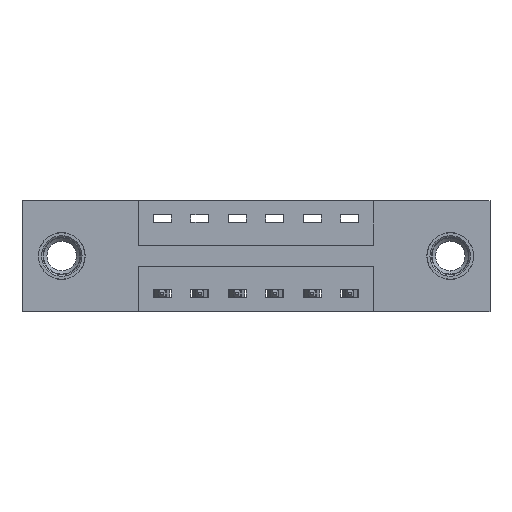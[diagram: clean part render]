
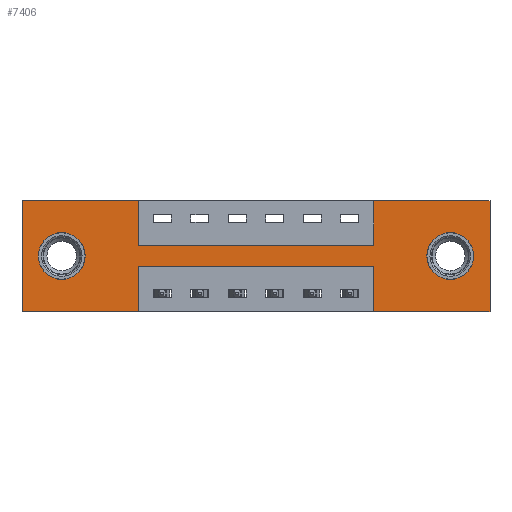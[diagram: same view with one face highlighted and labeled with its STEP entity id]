
A CAD part, front view. The second image highlights one B-rep face of the part: STEP entity #7406.
In plain terms, the highlighted planar face has unit normal (0, -1, 0).
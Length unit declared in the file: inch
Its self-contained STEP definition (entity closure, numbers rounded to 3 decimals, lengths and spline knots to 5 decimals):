
#34 = DIRECTION ( 'NONE',  ( -1., 0., 0. ) ) ;
#59 = ORIENTED_EDGE ( 'NONE', *, *, #4305, .F. ) ;
#108 = EDGE_CURVE ( 'NONE', #614, #6271, #3247, .T. ) ;
#124 = EDGE_CURVE ( 'NONE', #4093, #683, #9219, .T. ) ;
#131 = ORIENTED_EDGE ( 'NONE', *, *, #3427, .T. ) ;
#248 = ORIENTED_EDGE ( 'NONE', *, *, #108, .T. ) ;
#270 = CARTESIAN_POINT ( 'NONE',  ( 1.4275, 0., -0.185 ) ) ;
#354 = LINE ( 'NONE', #3869, #5734 ) ;
#406 = EDGE_CURVE ( 'NONE', #7267, #4093, #4688, .T. ) ;
#463 = CARTESIAN_POINT ( 'NONE',  ( 1.1725, 0., 0. ) ) ;
#507 = EDGE_CURVE ( 'NONE', #5235, #8611, #2163, .T. ) ;
#566 = VECTOR ( 'NONE', #2889, 39.37008 ) ;
#614 = VERTEX_POINT ( 'NONE', #9099 ) ;
#683 = VERTEX_POINT ( 'NONE', #7166 ) ;
#692 = AXIS2_PLACEMENT_3D ( 'NONE', #8894, #4462, #9662 ) ;
#695 = LINE ( 'NONE', #3354, #8481 ) ;
#796 = VECTOR ( 'NONE', #4324, 39.37008 ) ;
#858 = VECTOR ( 'NONE', #5756, 39.37008 ) ;
#882 = VECTOR ( 'NONE', #7824, 39.37008 ) ;
#1066 = DIRECTION ( 'NONE',  ( 0., 0., -1. ) ) ;
#1425 = LINE ( 'NONE', #3155, #6214 ) ;
#1523 = CIRCLE ( 'NONE', #6991, 0.078 ) ;
#1702 = EDGE_CURVE ( 'NONE', #2015, #7957, #5129, .T. ) ;
#2015 = VERTEX_POINT ( 'NONE', #7137 ) ;
#2163 = LINE ( 'NONE', #3210, #7951 ) ;
#2214 = LINE ( 'NONE', #4646, #6037 ) ;
#2392 = AXIS2_PLACEMENT_3D ( 'NONE', #4881, #5643, #1066 ) ;
#2520 = DIRECTION ( 'NONE',  ( 1., 0., 0. ) ) ;
#2567 = ORIENTED_EDGE ( 'NONE', *, *, #507, .F. ) ;
#2673 = DIRECTION ( 'NONE',  ( 0., 1., 0. ) ) ;
#2758 = DIRECTION ( 'NONE',  ( 0., 1., 0. ) ) ;
#2766 = ORIENTED_EDGE ( 'NONE', *, *, #4575, .F. ) ;
#2807 = LINE ( 'NONE', #463, #796 ) ;
#2878 = EDGE_LOOP ( 'NONE', ( #248, #131 ) ) ;
#2889 = DIRECTION ( 'NONE',  ( -1., 0., 0. ) ) ;
#2918 = ORIENTED_EDGE ( 'NONE', *, *, #7129, .F. ) ;
#2996 = VECTOR ( 'NONE', #3547, 39.37008 ) ;
#3155 = CARTESIAN_POINT ( 'NONE',  ( 0.3875, 0., 0. ) ) ;
#3205 = ORIENTED_EDGE ( 'NONE', *, *, #1702, .F. ) ;
#3210 = CARTESIAN_POINT ( 'NONE',  ( 0.3875, 0., -0.15 ) ) ;
#3247 = CIRCLE ( 'NONE', #5035, 0.078 ) ;
#3330 = EDGE_CURVE ( 'NONE', #7524, #3376, #1523, .T. ) ;
#3354 = CARTESIAN_POINT ( 'NONE',  ( 1.1725, 0., -0.37 ) ) ;
#3376 = VERTEX_POINT ( 'NONE', #3626 ) ;
#3427 = EDGE_CURVE ( 'NONE', #6271, #614, #4397, .T. ) ;
#3547 = DIRECTION ( 'NONE',  ( 0., 0., -1. ) ) ;
#3626 = CARTESIAN_POINT ( 'NONE',  ( 0.1325, 0., -0.107 ) ) ;
#3869 = CARTESIAN_POINT ( 'NONE',  ( 0., 0., -0.37 ) ) ;
#3960 = VERTEX_POINT ( 'NONE', #8766 ) ;
#4093 = VERTEX_POINT ( 'NONE', #8162 ) ;
#4305 = EDGE_CURVE ( 'NONE', #8611, #7267, #2807, .T. ) ;
#4324 = DIRECTION ( 'NONE',  ( 0., 0., 1. ) ) ;
#4397 = CIRCLE ( 'NONE', #692, 0.078 ) ;
#4462 = DIRECTION ( 'NONE',  ( 0., 1., 0. ) ) ;
#4564 = CARTESIAN_POINT ( 'NONE',  ( 1.1725, 0., -0.37 ) ) ;
#4575 = EDGE_CURVE ( 'NONE', #5085, #2015, #2214, .T. ) ;
#4646 = CARTESIAN_POINT ( 'NONE',  ( 0., 0., 0. ) ) ;
#4688 = LINE ( 'NONE', #5000, #858 ) ;
#4801 = VERTEX_POINT ( 'NONE', #4912 ) ;
#4881 = CARTESIAN_POINT ( 'NONE',  ( 0., 0., -0.37 ) ) ;
#4898 = FACE_BOUND ( 'NONE', #8139, .T. ) ;
#4912 = CARTESIAN_POINT ( 'NONE',  ( 1.1725, 0., -0.22 ) ) ;
#4961 = EDGE_LOOP ( 'NONE', ( #7711, #6419, #7107, #5270, #5298, #6909, #59, #2567, #2918, #3205, #2766, #7735 ) ) ;
#4996 = CARTESIAN_POINT ( 'NONE',  ( 0.3875, 0., -0.37 ) ) ;
#5000 = CARTESIAN_POINT ( 'NONE',  ( 0., 0., 0. ) ) ;
#5035 = AXIS2_PLACEMENT_3D ( 'NONE', #270, #8385, #7912 ) ;
#5048 = CARTESIAN_POINT ( 'NONE',  ( 0.1325, 0., -0.263 ) ) ;
#5085 = VERTEX_POINT ( 'NONE', #9046 ) ;
#5129 = LINE ( 'NONE', #8964, #6881 ) ;
#5134 = FACE_BOUND ( 'NONE', #2878, .T. ) ;
#5226 = LINE ( 'NONE', #6842, #5463 ) ;
#5235 = VERTEX_POINT ( 'NONE', #5522 ) ;
#5270 = ORIENTED_EDGE ( 'NONE', *, *, #7075, .F. ) ;
#5298 = ORIENTED_EDGE ( 'NONE', *, *, #124, .F. ) ;
#5337 = DIRECTION ( 'NONE',  ( 0., 0., -1. ) ) ;
#5463 = VECTOR ( 'NONE', #5337, 39.37008 ) ;
#5483 = CARTESIAN_POINT ( 'NONE',  ( 1.56, 0., 0. ) ) ;
#5522 = CARTESIAN_POINT ( 'NONE',  ( 0.3875, 0., -0.15 ) ) ;
#5643 = DIRECTION ( 'NONE',  ( 0., -1., 0. ) ) ;
#5650 = DIRECTION ( 'NONE',  ( 0., 0., 1. ) ) ;
#5724 = CIRCLE ( 'NONE', #6974, 0.078 ) ;
#5734 = VECTOR ( 'NONE', #34, 39.37008 ) ;
#5756 = DIRECTION ( 'NONE',  ( 1., 0., 0. ) ) ;
#5971 = EDGE_CURVE ( 'NONE', #6113, #5085, #6003, .T. ) ;
#6003 = LINE ( 'NONE', #8553, #882 ) ;
#6037 = VECTOR ( 'NONE', #8318, 39.37008 ) ;
#6113 = VERTEX_POINT ( 'NONE', #4996 ) ;
#6214 = VECTOR ( 'NONE', #8411, 39.37008 ) ;
#6271 = VERTEX_POINT ( 'NONE', #8163 ) ;
#6415 = LINE ( 'NONE', #7426, #566 ) ;
#6419 = ORIENTED_EDGE ( 'NONE', *, *, #8898, .F. ) ;
#6842 = CARTESIAN_POINT ( 'NONE',  ( 0.3875, 0., -0.37 ) ) ;
#6880 = CARTESIAN_POINT ( 'NONE',  ( 1.1725, 0., 0. ) ) ;
#6881 = VECTOR ( 'NONE', #8227, 39.37008 ) ;
#6883 = FACE_OUTER_BOUND ( 'NONE', #4961, .T. ) ;
#6909 = ORIENTED_EDGE ( 'NONE', *, *, #406, .F. ) ;
#6974 = AXIS2_PLACEMENT_3D ( 'NONE', #7296, #2758, #8031 ) ;
#6991 = AXIS2_PLACEMENT_3D ( 'NONE', #7211, #2673, #7960 ) ;
#7075 = EDGE_CURVE ( 'NONE', #683, #8420, #354, .T. ) ;
#7107 = ORIENTED_EDGE ( 'NONE', *, *, #8686, .F. ) ;
#7129 = EDGE_CURVE ( 'NONE', #7957, #5235, #1425, .T. ) ;
#7137 = CARTESIAN_POINT ( 'NONE',  ( 0., 0., 0. ) ) ;
#7166 = CARTESIAN_POINT ( 'NONE',  ( 1.56, 0., -0.37 ) ) ;
#7211 = CARTESIAN_POINT ( 'NONE',  ( 0.1325, 0., -0.185 ) ) ;
#7267 = VERTEX_POINT ( 'NONE', #6880 ) ;
#7296 = CARTESIAN_POINT ( 'NONE',  ( 0.1325, 0., -0.185 ) ) ;
#7406 = ADVANCED_FACE ( 'NONE', ( #5134, #4898, #6883 ), #9315, .T. ) ;
#7426 = CARTESIAN_POINT ( 'NONE',  ( 0.3875, 0., -0.22 ) ) ;
#7524 = VERTEX_POINT ( 'NONE', #5048 ) ;
#7543 = EDGE_CURVE ( 'NONE', #3376, #7524, #5724, .T. ) ;
#7711 = ORIENTED_EDGE ( 'NONE', *, *, #9050, .F. ) ;
#7735 = ORIENTED_EDGE ( 'NONE', *, *, #5971, .F. ) ;
#7824 = DIRECTION ( 'NONE',  ( -1., 0., 0. ) ) ;
#7912 = DIRECTION ( 'NONE',  ( 0., 0., -1. ) ) ;
#7951 = VECTOR ( 'NONE', #2520, 39.37008 ) ;
#7957 = VERTEX_POINT ( 'NONE', #9217 ) ;
#7960 = DIRECTION ( 'NONE',  ( 0., 0., 1. ) ) ;
#8031 = DIRECTION ( 'NONE',  ( 0., 0., 1. ) ) ;
#8139 = EDGE_LOOP ( 'NONE', ( #8292, #8977 ) ) ;
#8162 = CARTESIAN_POINT ( 'NONE',  ( 1.56, 0., 0. ) ) ;
#8163 = CARTESIAN_POINT ( 'NONE',  ( 1.4275, 0., -0.263 ) ) ;
#8227 = DIRECTION ( 'NONE',  ( 1., 0., 0. ) ) ;
#8292 = ORIENTED_EDGE ( 'NONE', *, *, #7543, .T. ) ;
#8318 = DIRECTION ( 'NONE',  ( 0., 0., 1. ) ) ;
#8385 = DIRECTION ( 'NONE',  ( 0., 1., 0. ) ) ;
#8411 = DIRECTION ( 'NONE',  ( 0., 0., -1. ) ) ;
#8420 = VERTEX_POINT ( 'NONE', #4564 ) ;
#8481 = VECTOR ( 'NONE', #5650, 39.37008 ) ;
#8489 = CARTESIAN_POINT ( 'NONE',  ( 1.1725, 0., -0.15 ) ) ;
#8553 = CARTESIAN_POINT ( 'NONE',  ( 0., 0., -0.37 ) ) ;
#8611 = VERTEX_POINT ( 'NONE', #8489 ) ;
#8686 = EDGE_CURVE ( 'NONE', #8420, #4801, #695, .T. ) ;
#8766 = CARTESIAN_POINT ( 'NONE',  ( 0.3875, 0., -0.22 ) ) ;
#8894 = CARTESIAN_POINT ( 'NONE',  ( 1.4275, 0., -0.185 ) ) ;
#8898 = EDGE_CURVE ( 'NONE', #4801, #3960, #6415, .T. ) ;
#8964 = CARTESIAN_POINT ( 'NONE',  ( 0., 0., 0. ) ) ;
#8977 = ORIENTED_EDGE ( 'NONE', *, *, #3330, .T. ) ;
#9046 = CARTESIAN_POINT ( 'NONE',  ( 0., 0., -0.37 ) ) ;
#9050 = EDGE_CURVE ( 'NONE', #3960, #6113, #5226, .T. ) ;
#9099 = CARTESIAN_POINT ( 'NONE',  ( 1.4275, 0., -0.107 ) ) ;
#9217 = CARTESIAN_POINT ( 'NONE',  ( 0.3875, 0., 0. ) ) ;
#9219 = LINE ( 'NONE', #5483, #2996 ) ;
#9315 = PLANE ( 'NONE',  #2392 ) ;
#9662 = DIRECTION ( 'NONE',  ( 0., 0., -1. ) ) ;
